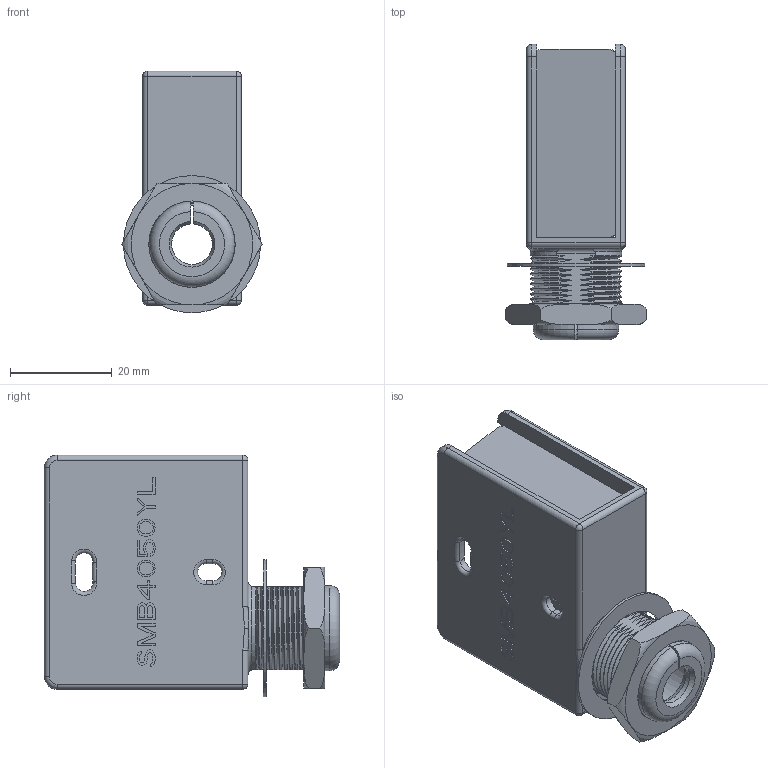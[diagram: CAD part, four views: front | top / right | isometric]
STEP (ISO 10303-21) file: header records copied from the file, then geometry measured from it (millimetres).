
FILE_DESCRIPTION((''),'2;1');
FILE_NAME('141772_SW','2008-08-08T',('banengservice'),('BANNER ENGINEERING'),'PRO/ENGINEER BY PARAMETRIC TECHNOLOGY CORPORATION, 2006170','PRO/ENGINEER BY PARAMETRIC TECHNOLOGY CORPORATION, 2006170','');
FILE_SCHEMA(('CONFIG_CONTROL_DESIGN'));
Length unit declared in the file: inch
Products named in the file (1): 141772_SW
Bounding box: 27.57 x 58 x 47.49 mm (x, y, z)
Volume: 11643.3 mm3; surface area: 14548.1 mm2
Topology: 2 solids, 2 shells, 789 faces, 2292 edges, 1507 vertices
Faces by surface type: plane 458, extrusion 146, cylinder 80, bspline 62, torus 33, cone 6, sphere 4
Entity records: 32401 total; most frequent: CARTESIAN_POINT 12634, ORIENTED_EDGE 4584, DIRECTION 3219, EDGE_CURVE 2292, VECTOR 1679, LINE 1533, VERTEX_POINT 1507, EDGE_LOOP 827
